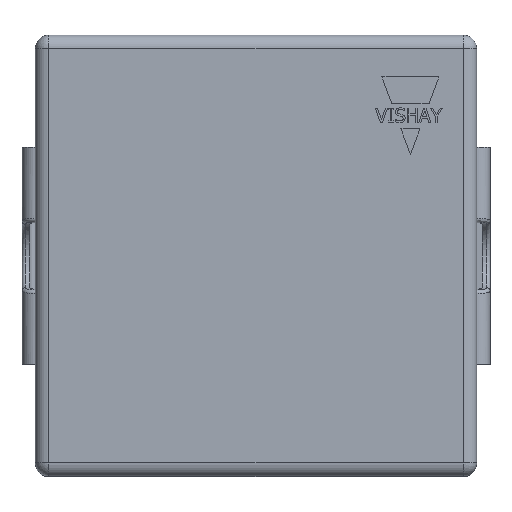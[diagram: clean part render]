
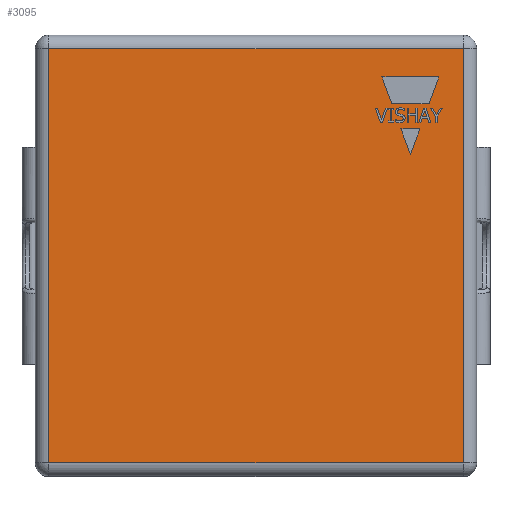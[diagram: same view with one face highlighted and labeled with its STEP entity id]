
A CAD part, top view. The second image highlights one B-rep face of the part: STEP entity #3095.
In plain terms, the highlighted planar face has unit normal (0, 0, 1).
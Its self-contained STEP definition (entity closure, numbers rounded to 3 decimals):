
#116=PLANE('',#3342);
#276=FACE_OUTER_BOUND('',#455,.T.);
#455=EDGE_LOOP('',(#2441,#2442,#2443,#2444));
#705=LINE('',#4767,#1044);
#707=LINE('',#4775,#1046);
#709=LINE('',#4785,#1048);
#711=LINE('',#4794,#1050);
#1044=VECTOR('',#3735,6.07);
#1046=VECTOR('',#3743,6.07);
#1048=VECTOR('',#3755,6.07);
#1050=VECTOR('',#3767,6.07);
#1454=VERTEX_POINT('',#4760);
#1457=VERTEX_POINT('',#4765);
#1458=VERTEX_POINT('',#4769);
#1461=VERTEX_POINT('',#4779);
#1801=EDGE_CURVE('',#1457,#1454,#705,.T.);
#1805=EDGE_CURVE('',#1454,#1458,#707,.T.);
#1810=EDGE_CURVE('',#1458,#1461,#709,.T.);
#1815=EDGE_CURVE('',#1461,#1457,#711,.T.);
#2441=ORIENTED_EDGE('',*,*,#1801,.F.);
#2442=ORIENTED_EDGE('',*,*,#1815,.F.);
#2443=ORIENTED_EDGE('',*,*,#1810,.F.);
#2444=ORIENTED_EDGE('',*,*,#1805,.F.);
#3095=ADVANCED_FACE('',(#276),#116,.T.);
#3342=AXIS2_PLACEMENT_3D('',#4825,#3799,#3800);
#3735=DIRECTION('',(0.,-1.,0.));
#3743=DIRECTION('',(-1.,0.,0.));
#3755=DIRECTION('',(0.,1.,0.));
#3767=DIRECTION('',(1.,0.,0.));
#3799=DIRECTION('center_axis',(0.,0.,1.));
#3800=DIRECTION('ref_axis',(1.,0.,0.));
#4760=CARTESIAN_POINT('',(3.035,-3.035,3.));
#4765=CARTESIAN_POINT('',(3.035,3.035,3.));
#4767=CARTESIAN_POINT('',(3.035,-1.618,3.));
#4769=CARTESIAN_POINT('',(-3.035,-3.035,3.));
#4775=CARTESIAN_POINT('',(-1.618,-3.035,3.));
#4779=CARTESIAN_POINT('',(-3.035,3.035,3.));
#4785=CARTESIAN_POINT('',(-3.035,1.618,3.));
#4794=CARTESIAN_POINT('',(1.618,3.035,3.));
#4825=CARTESIAN_POINT('Origin',(0.,0.,
3.));
